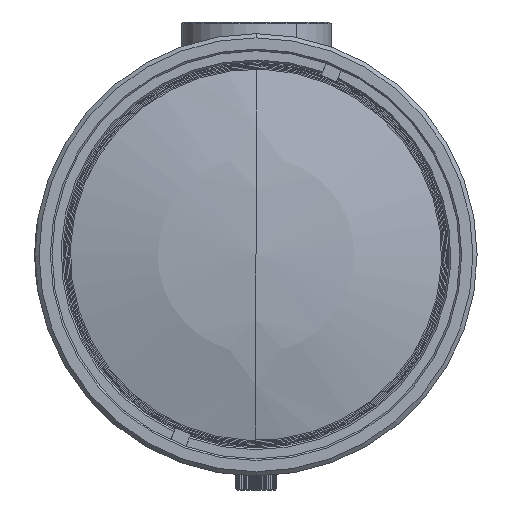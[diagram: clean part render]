
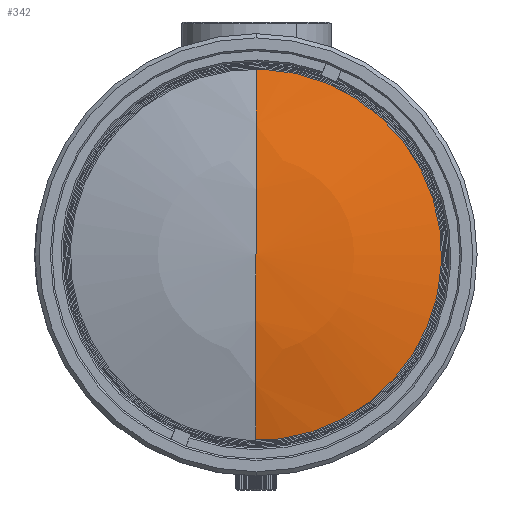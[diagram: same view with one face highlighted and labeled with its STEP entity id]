
A CAD part, left-side view. The second image highlights one B-rep face of the part: STEP entity #342.
In plain terms, the highlighted spherical face has radius 83.307 mm.
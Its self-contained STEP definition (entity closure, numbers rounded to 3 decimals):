
#102=CARTESIAN_POINT('',(4.827,0.,0.));
#103=DIRECTION('',(1.,0.,0.));
#104=DIRECTION('',(0.,0.,1.));
#105=AXIS2_PLACEMENT_3D('',#102,#103,#104);
#107=CARTESIAN_POINT('',(84.807,0.,0.));
#108=DIRECTION('',(0.,1.,0.));
#109=DIRECTION('',(-0.96,0.,-0.28));
#110=AXIS2_PLACEMENT_3D('',#107,#108,#109);
#112=CARTESIAN_POINT('',(84.807,0.,0.));
#113=DIRECTION('',(0.,1.,0.));
#114=DIRECTION('',(-1.,0.,0.));
#115=AXIS2_PLACEMENT_3D('',#112,#113,#114);
#133=CARTESIAN_POINT('',(4.827,0.,-23.308));
#134=VERTEX_POINT('',#133);
#135=CARTESIAN_POINT('',(4.827,0.,
23.308));
#136=VERTEX_POINT('',#135);
#137=CARTESIAN_POINT('',(1.5,0.,0.));
#138=VERTEX_POINT('',#137);
#332=CARTESIAN_POINT('',(84.807,0.,0.));
#333=DIRECTION('',(1.,0.,0.));
#334=DIRECTION('',(0.,0.,-1.));
#335=AXIS2_PLACEMENT_3D('',#332,#333,#334);
#336=SPHERICAL_SURFACE('',#335,83.307);
#337=ORIENTED_EDGE('',*,*,#238,.T.);
#338=ORIENTED_EDGE('',*,*,#320,.T.);
#339=ORIENTED_EDGE('',*,*,#318,.T.);
#340=EDGE_LOOP('',(#337,#338,#339));
#341=FACE_OUTER_BOUND('',#340,.F.);
#342=ADVANCED_FACE('',(#341),#336,.T.);
#106=CIRCLE('',#105,23.308);
#111=CIRCLE('',#110,83.307);
#116=CIRCLE('',#115,83.307);
#238=EDGE_CURVE('',#136,#134,#106,.T.);
#318=EDGE_CURVE('',#138,#136,#116,.T.);
#320=EDGE_CURVE('',#134,#138,#111,.T.);
